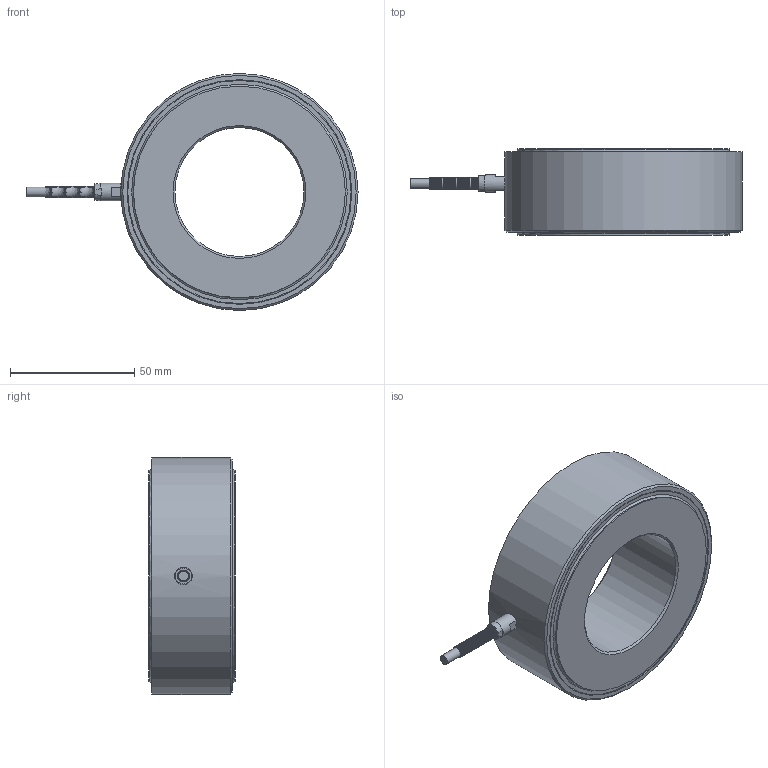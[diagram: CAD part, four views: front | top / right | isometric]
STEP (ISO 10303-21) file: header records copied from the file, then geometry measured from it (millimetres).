
FILE_DESCRIPTION((''),'2;1');
FILE_NAME('LLW510.stp','2010-11-18T13:58:40',('thomasl'),(''),'Autodesk Inventor 2008','Autodesk Inventor 2008','');
FILE_SCHEMA(('AUTOMOTIVE_DESIGN { 1 0 10303 214 1 1 1 1 }'));
Length unit declared in the file: inch
Products named in the file (2): LLW510; PART4
Assembly tree (1 placements, depth 2):
  LLW510
    PART4
Bounding box: 133.35 x 34.8 x 95.25 mm (x, y, z)
Volume: 169301.9 mm3; surface area: 44056.3 mm2
Topology: 1 solids, 2 shells, 192 faces, 511 edges, 323 vertices
Faces by surface type: bspline 62, plane 62, cylinder 46, cone 21, torus 1
Full cylindrical faces by diameter (mm): 3.048 x1, 3.924 x2, 4.521 x1, 4.801 x2, 4.851 x2, 5.207 x1, 5.334 x1, 5.588 x1, 5.715 x1, 5.791 x1, 7.061 x1, 51.816 x1, 85.065 x2, 89.662 x1, 90.17 x1, 90.246 x1, 95.25 x1
Entity records: 10103 total; most frequent: CARTESIAN_POINT 5937, DIRECTION 820, ORIENTED_EDGE 794, EDGE_CURVE 397, AXIS2_PLACEMENT_3D 335, EDGE_LOOP 314, VERTEX_POINT 303, CIRCLE 202
